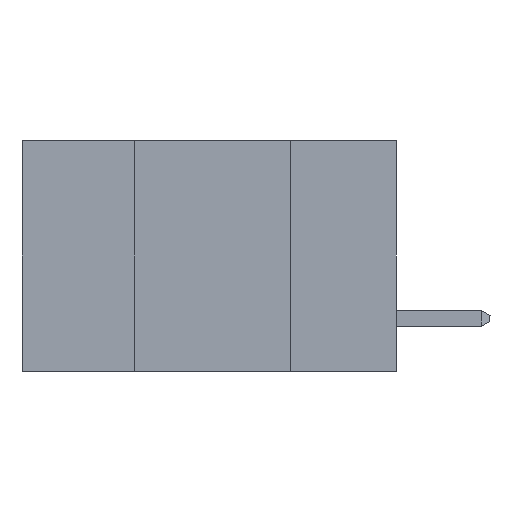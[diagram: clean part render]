
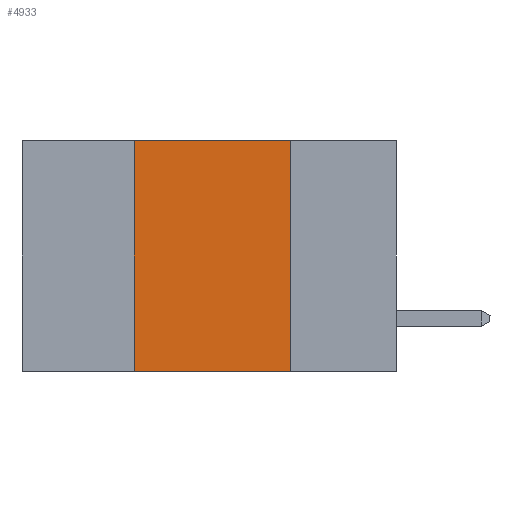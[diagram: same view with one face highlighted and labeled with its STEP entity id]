
A CAD part, left-side view. The second image highlights one B-rep face of the part: STEP entity #4933.
In plain terms, the highlighted planar face has unit normal (-1, 0, 0).
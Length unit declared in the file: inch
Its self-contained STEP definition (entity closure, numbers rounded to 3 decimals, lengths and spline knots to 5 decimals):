
#308 = AXIS2_PLACEMENT_3D ( 'NONE', #17839, #9468, #21101 ) ;
#370 = EDGE_CURVE ( 'NONE', #9385, #4083, #16949, .T. ) ;
#578 = CARTESIAN_POINT ( 'NONE',  ( 0., 0.17, -0.37 ) ) ;
#626 = VECTOR ( 'NONE', #2215, 39.37008 ) ;
#1660 = CARTESIAN_POINT ( 'NONE',  ( 0., 0.42, -0.37 ) ) ;
#2215 = DIRECTION ( 'NONE',  ( 0., 0., -1. ) ) ;
#2608 = VECTOR ( 'NONE', #11339, 39.37008 ) ;
#2629 = ORIENTED_EDGE ( 'NONE', *, *, #10354, .F. ) ;
#2735 = ORIENTED_EDGE ( 'NONE', *, *, #19739, .F. ) ;
#3425 = VECTOR ( 'NONE', #19341, 39.37008 ) ;
#4083 = VERTEX_POINT ( 'NONE', #9718 ) ;
#4230 = CARTESIAN_POINT ( 'NONE',  ( 0., 0.6, 0. ) ) ;
#4302 = PLANE ( 'NONE',  #308 ) ;
#4933 = ADVANCED_FACE ( 'NONE', ( #6762 ), #4302, .F. ) ;
#5007 = VECTOR ( 'NONE', #14378, 39.37008 ) ;
#5032 = CARTESIAN_POINT ( 'NONE',  ( 0., 0.42, 0. ) ) ;
#6762 = FACE_OUTER_BOUND ( 'NONE', #8522, .T. ) ;
#6897 = ORIENTED_EDGE ( 'NONE', *, *, #370, .T. ) ;
#8522 = EDGE_LOOP ( 'NONE', ( #2735, #2629, #17092, #6897 ) ) ;
#9207 = EDGE_CURVE ( 'NONE', #9385, #10697, #20550, .T. ) ;
#9385 = VERTEX_POINT ( 'NONE', #1660 ) ;
#9468 = DIRECTION ( 'NONE',  ( 1., 0., 0. ) ) ;
#9718 = CARTESIAN_POINT ( 'NONE',  ( 0., 0.17, -0.37 ) ) ;
#10079 = LINE ( 'NONE', #4230, #5007 ) ;
#10354 = EDGE_CURVE ( 'NONE', #10697, #17744, #10079, .T. ) ;
#10697 = VERTEX_POINT ( 'NONE', #5032 ) ;
#11339 = DIRECTION ( 'NONE',  ( 0., 0., 1. ) ) ;
#13614 = LINE ( 'NONE', #578, #626 ) ;
#14378 = DIRECTION ( 'NONE',  ( 0., -1., 0. ) ) ;
#15595 = CARTESIAN_POINT ( 'NONE',  ( 0., 0.6, -0.37 ) ) ;
#16338 = CARTESIAN_POINT ( 'NONE',  ( 0., 0.42, -0.37 ) ) ;
#16949 = LINE ( 'NONE', #15595, #3425 ) ;
#17092 = ORIENTED_EDGE ( 'NONE', *, *, #9207, .F. ) ;
#17744 = VERTEX_POINT ( 'NONE', #18542 ) ;
#17839 = CARTESIAN_POINT ( 'NONE',  ( 0., 0.6, 0. ) ) ;
#18542 = CARTESIAN_POINT ( 'NONE',  ( 0., 0.17, 0. ) ) ;
#19341 = DIRECTION ( 'NONE',  ( 0., -1., 0. ) ) ;
#19739 = EDGE_CURVE ( 'NONE', #17744, #4083, #13614, .T. ) ;
#20550 = LINE ( 'NONE', #16338, #2608 ) ;
#21101 = DIRECTION ( 'NONE',  ( 0., 0., -1. ) ) ;
